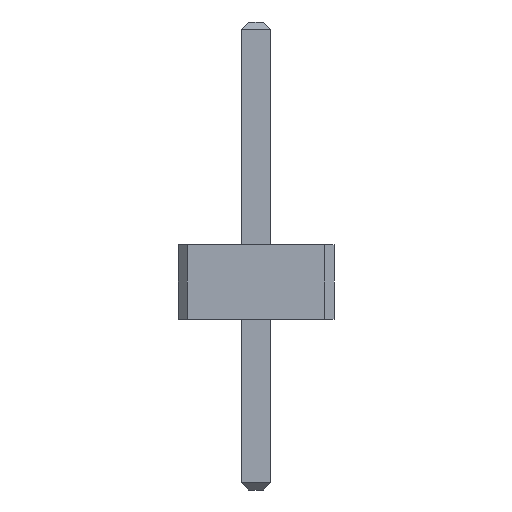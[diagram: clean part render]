
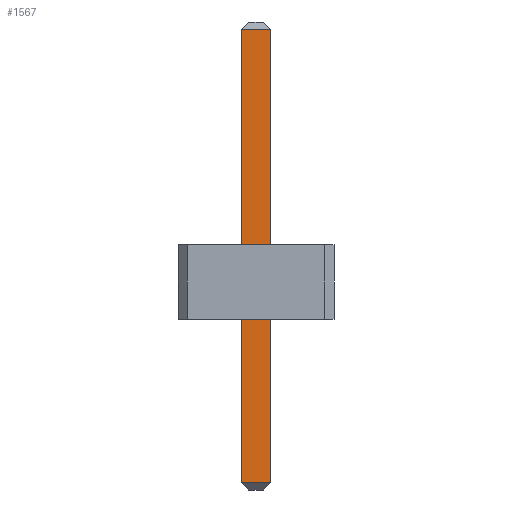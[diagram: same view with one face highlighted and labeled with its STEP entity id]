
A CAD part, front view. The second image highlights one B-rep face of the part: STEP entity #1567.
In plain terms, the highlighted planar face has unit normal (0, -1, 0).
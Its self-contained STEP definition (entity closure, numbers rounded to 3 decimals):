
#13=DIRECTION('',(0.,0.,1.));
#27=VECTOR('',#13,1.);
#67=DIRECTION('',(1.,0.,0.));
#725=VECTOR('',#67,1.);
#736=DIRECTION('',(0.,1.,0.));
#1544=EDGE_CURVE('',#1545,#1547,#1549,.T.);
#1545=VERTEX_POINT('',#1546);
#1546=CARTESIAN_POINT('',(-0.2,-14.17,-2.2));
#1547=VERTEX_POINT('',#1548);
#1548=CARTESIAN_POINT('',(-0.2,-14.17,3.9));
#1549=LINE('',#1550,#27);
#1550=CARTESIAN_POINT('',(-0.2,-14.17,-2.3));
#1567=ADVANCED_FACE('',(#1568),#1585,.F.);
#1568=FACE_BOUND('',#1569,.F.);
#1569=EDGE_LOOP('',(#1570,#1578,#1581,#1582));
#1570=ORIENTED_EDGE('',*,*,#1571,.F.);
#1571=EDGE_CURVE('',#1572,#1574,#1576,.T.);
#1572=VERTEX_POINT('',#1573);
#1573=CARTESIAN_POINT('',(0.2,-14.17,-2.2));
#1574=VERTEX_POINT('',#1575);
#1575=CARTESIAN_POINT('',(0.2,-14.17,3.9));
#1576=LINE('',#1577,#27);
#1577=CARTESIAN_POINT('',(0.2,-14.17,-2.3));
#1578=ORIENTED_EDGE('',*,*,#1579,.F.);
#1579=EDGE_CURVE('',#1545,#1572,#1580,.T.);
#1580=LINE('',#1546,#725);
#1581=ORIENTED_EDGE('',*,*,#1544,.T.);
#1582=ORIENTED_EDGE('',*,*,#1583,.T.);
#1583=EDGE_CURVE('',#1547,#1574,#1584,.T.);
#1584=LINE('',#1548,#725);
#1585=PLANE('',#1586);
#1586=AXIS2_PLACEMENT_3D('',#1550,#736,#13);
